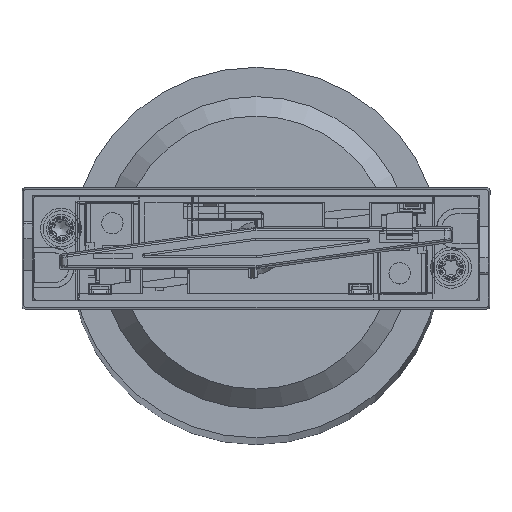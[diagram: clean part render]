
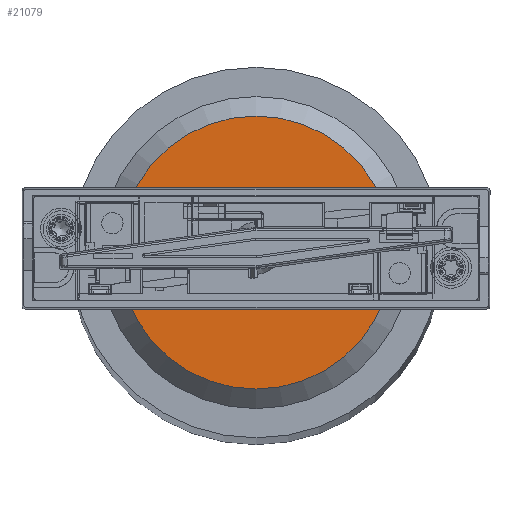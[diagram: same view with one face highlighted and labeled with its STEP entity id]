
A CAD part, top view. The second image highlights one B-rep face of the part: STEP entity #21079.
In plain terms, the highlighted planar face has unit normal (0, 0, 1).
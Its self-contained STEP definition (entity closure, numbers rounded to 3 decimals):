
#513=FACE_BOUND('',#3268,.T.);
#938=CIRCLE('',#22587,7.);
#939=CIRCLE('',#22588,7.);
#940=CIRCLE('',#22590,21.);
#941=CIRCLE('',#22591,21.);
#2179=FACE_OUTER_BOUND('',#3267,.T.);
#3267=EDGE_LOOP('',(#18252,#18253));
#3268=EDGE_LOOP('',(#18254,#18255));
#9478=VERTEX_POINT('',#37226);
#9479=VERTEX_POINT('',#37227);
#9480=VERTEX_POINT('',#37232);
#9481=VERTEX_POINT('',#37233);
#12405=EDGE_CURVE('',#9478,#9479,#938,.T.);
#12407=EDGE_CURVE('',#9479,#9478,#939,.T.);
#12408=EDGE_CURVE('',#9480,#9481,#940,.T.);
#12409=EDGE_CURVE('',#9481,#9480,#941,.T.);
#18252=ORIENTED_EDGE('',*,*,#12408,.F.);
#18253=ORIENTED_EDGE('',*,*,#12409,.F.);
#18254=ORIENTED_EDGE('',*,*,#12405,.F.);
#18255=ORIENTED_EDGE('',*,*,#12407,.F.);
#19010=PLANE('',#22589);
#21079=ADVANCED_FACE('',(#2179,#513),#19010,.F.);
#22587=AXIS2_PLACEMENT_3D('',#37228,#27732,#27733);
#22588=AXIS2_PLACEMENT_3D('',#37230,#27735,#27736);
#22589=AXIS2_PLACEMENT_3D('',#37231,#27737,#27738);
#22590=AXIS2_PLACEMENT_3D('',#37234,#27739,#27740);
#22591=AXIS2_PLACEMENT_3D('',#37235,#27741,#27742);
#27732=DIRECTION('center_axis',(0.,0.,1.));
#27733=DIRECTION('ref_axis',(-1.,0.,0.));
#27735=DIRECTION('center_axis',(0.,0.,1.));
#27736=DIRECTION('ref_axis',(-1.,0.,0.));
#27737=DIRECTION('center_axis',(0.,0.,-1.));
#27738=DIRECTION('ref_axis',(1.,0.,0.));
#27739=DIRECTION('center_axis',(0.,0.,-1.));
#27740=DIRECTION('ref_axis',(-1.,0.,0.));
#27741=DIRECTION('center_axis',(0.,0.,-1.));
#27742=DIRECTION('ref_axis',(-1.,0.,0.));
#37226=CARTESIAN_POINT('',(7.,0.,603.));
#37227=CARTESIAN_POINT('',(-7.,0.,603.));
#37228=CARTESIAN_POINT('Origin',(0.,0.,603.));
#37230=CARTESIAN_POINT('Origin',(0.,0.,603.));
#37231=CARTESIAN_POINT('Origin',(0.,0.,603.));
#37232=CARTESIAN_POINT('',(21.,0.,603.));
#37233=CARTESIAN_POINT('',(-21.,0.,603.));
#37234=CARTESIAN_POINT('Origin',(0.,0.,603.));
#37235=CARTESIAN_POINT('Origin',(0.,0.,603.));
